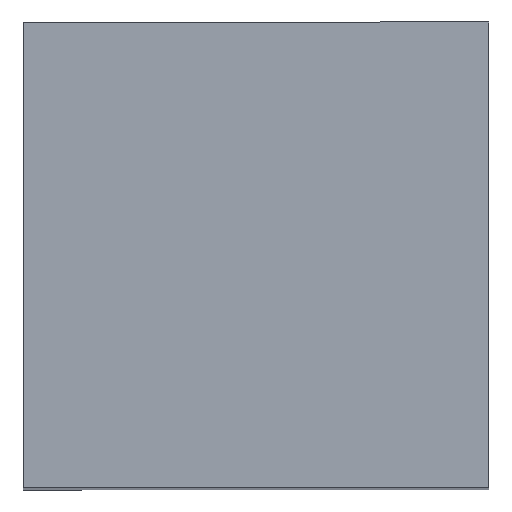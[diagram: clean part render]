
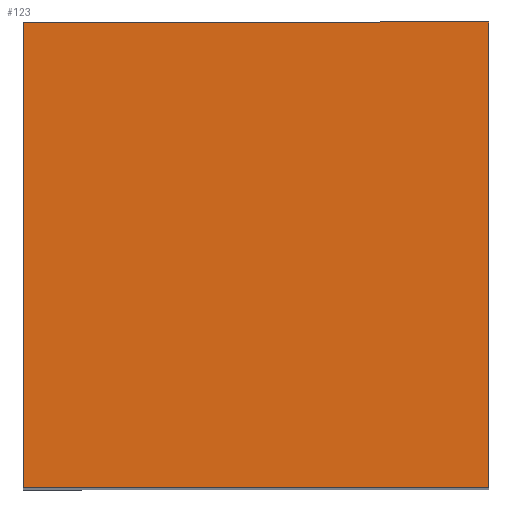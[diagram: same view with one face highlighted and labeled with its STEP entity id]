
A CAD part, top view. The second image highlights one B-rep face of the part: STEP entity #123.
In plain terms, the highlighted planar face has unit normal (0, 0, 1).
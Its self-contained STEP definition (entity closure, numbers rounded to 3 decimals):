
#4 = VECTOR ( 'NONE', #193, 1000. ) ;
#14 = ORIENTED_EDGE ( 'NONE', *, *, #143, .T. ) ;
#24 = ORIENTED_EDGE ( 'NONE', *, *, #197, .T. ) ;
#26 = EDGE_CURVE ( 'NONE', #132, #150, #43, .T. ) ;
#31 = CARTESIAN_POINT ( 'NONE',  ( -2., 2., 7. ) ) ;
#43 = LINE ( 'NONE', #116, #4 ) ;
#44 = AXIS2_PLACEMENT_3D ( 'NONE', #64, #191, #174 ) ;
#50 = CARTESIAN_POINT ( 'NONE',  ( 2., 2., 7. ) ) ;
#51 = LINE ( 'NONE', #50, #75 ) ;
#59 = ORIENTED_EDGE ( 'NONE', *, *, #26, .T. ) ;
#62 = CARTESIAN_POINT ( 'NONE',  ( -2., -2., 7. ) ) ;
#64 = CARTESIAN_POINT ( 'NONE',  ( 0., 0., 7. ) ) ;
#75 = VECTOR ( 'NONE', #83, 1000. ) ;
#83 = DIRECTION ( 'NONE',  ( -1., 0., 0. ) ) ;
#87 = VECTOR ( 'NONE', #137, 1000. ) ;
#89 = LINE ( 'NONE', #109, #214 ) ;
#109 = CARTESIAN_POINT ( 'NONE',  ( 2., -2., 7. ) ) ;
#114 = PLANE ( 'NONE',  #44 ) ;
#116 = CARTESIAN_POINT ( 'NONE',  ( 2., -2., 7. ) ) ;
#123 = ADVANCED_FACE ( 'NONE', ( #136 ), #114, .F. ) ;
#124 = CARTESIAN_POINT ( 'NONE',  ( -2., -2., 7. ) ) ;
#132 = VERTEX_POINT ( 'NONE', #229 ) ;
#135 = CARTESIAN_POINT ( 'NONE',  ( 2., 2., 7. ) ) ;
#136 = FACE_OUTER_BOUND ( 'NONE', #156, .T. ) ;
#137 = DIRECTION ( 'NONE',  ( 0., -1., 0. ) ) ;
#143 = EDGE_CURVE ( 'NONE', #207, #194, #228, .T. ) ;
#150 = VERTEX_POINT ( 'NONE', #135 ) ;
#156 = EDGE_LOOP ( 'NONE', ( #24, #59, #172, #14 ) ) ;
#172 = ORIENTED_EDGE ( 'NONE', *, *, #179, .T. ) ;
#174 = DIRECTION ( 'NONE',  ( -1., 0., 0. ) ) ;
#178 = DIRECTION ( 'NONE',  ( 1., 0., 0. ) ) ;
#179 = EDGE_CURVE ( 'NONE', #150, #207, #51, .T. ) ;
#191 = DIRECTION ( 'NONE',  ( 0., 0., -1. ) ) ;
#193 = DIRECTION ( 'NONE',  ( 0., 1., 0. ) ) ;
#194 = VERTEX_POINT ( 'NONE', #124 ) ;
#197 = EDGE_CURVE ( 'NONE', #194, #132, #89, .T. ) ;
#207 = VERTEX_POINT ( 'NONE', #31 ) ;
#214 = VECTOR ( 'NONE', #178, 1000. ) ;
#228 = LINE ( 'NONE', #62, #87 ) ;
#229 = CARTESIAN_POINT ( 'NONE',  ( 2., -2., 7. ) ) ;
